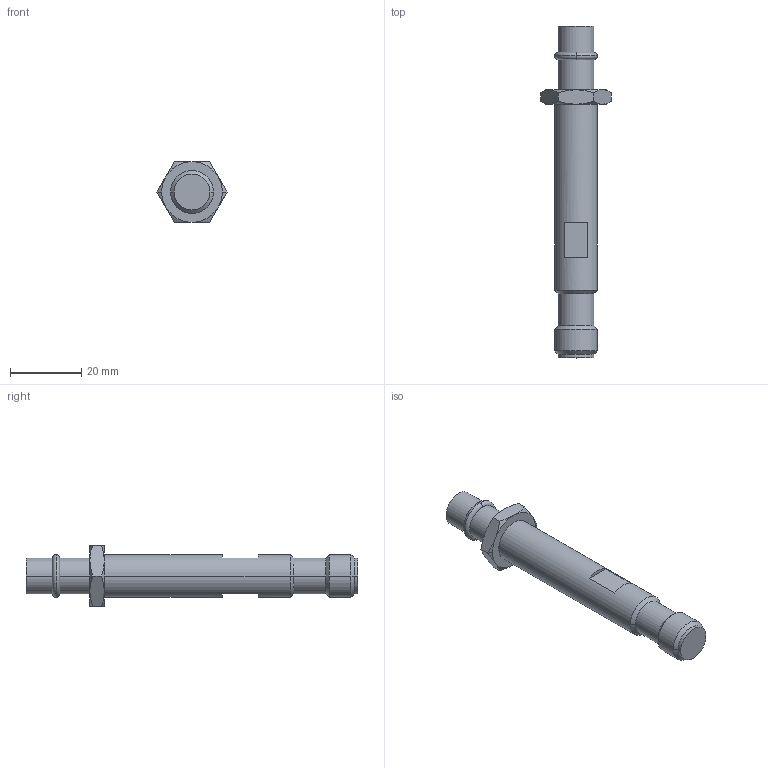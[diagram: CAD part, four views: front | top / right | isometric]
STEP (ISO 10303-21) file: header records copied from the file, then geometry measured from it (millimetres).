
FILE_DESCRIPTION(('STEP AP203'),'1');
FILE_NAME(' ',' ',('TraceParts'),('TraceParts S.A.'),'XStep 1.0',' ',' ');
FILE_SCHEMA(('CONFIG_CONTROL_DESIGN'));
Length unit declared in the file: millimetre
Products named in the file (2): 1; 2
Bounding box: 19.63 x 93 x 17 mm (x, y, z)
Volume: 10049.6 mm3; surface area: 4232.4 mm2
Topology: 2 solids, 2 shells, 62 faces, 130 edges, 74 vertices
Faces by surface type: cone 28, plane 16, cylinder 14, torus 4
Entity records: 1748 total; most frequent: CARTESIAN_POINT 364, DIRECTION 296, ORIENTED_EDGE 260, EDGE_CURVE 130, AXIS2_PLACEMENT_3D 126, VERTEX_POINT 74, EDGE_LOOP 66, ADVANCED_FACE 62
